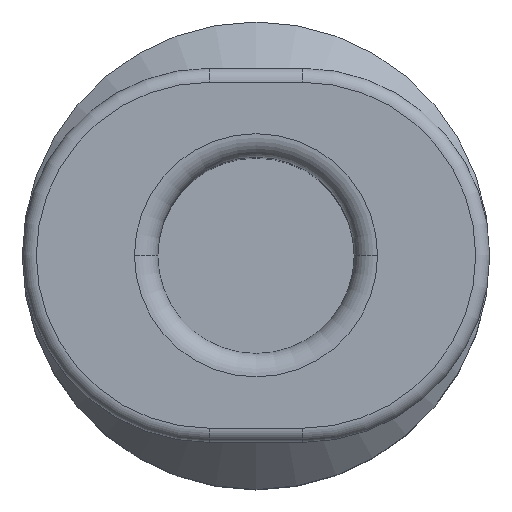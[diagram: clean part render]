
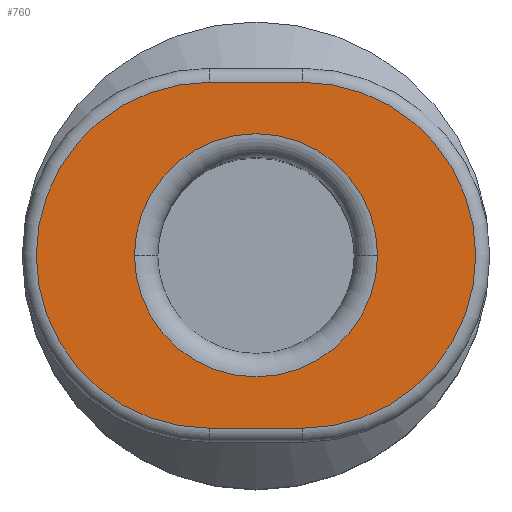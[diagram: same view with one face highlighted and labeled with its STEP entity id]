
A CAD part, top view. The second image highlights one B-rep face of the part: STEP entity #760.
In plain terms, the highlighted face is planar.
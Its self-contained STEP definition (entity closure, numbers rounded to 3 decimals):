
#652=CARTESIAN_POINT('',(2.6,-8.,0.));
#653=VERTEX_POINT('',#652);
#661=CARTESIAN_POINT('',(-2.6,-8.,0.));
#662=VERTEX_POINT('',#661);
#663=CARTESIAN_POINT('',(0.,-8.0,0.));
#664=DIRECTION('',(0.0,-1.0,0.0));
#665=DIRECTION('',(1.0,0.0,0.0));
#666=AXIS2_PLACEMENT_3D('',#663,#664,#665);
#667=CIRCLE('',#666,2.6);
#668=EDGE_CURVE('',#653,#662,#667,.T.);
#705=CARTESIAN_POINT('',(0.,-8.0,0.));
#706=DIRECTION('',(0.0,-1.0,0.0));
#707=DIRECTION('',(1.0,0.0,0.0));
#708=AXIS2_PLACEMENT_3D('',#705,#706,#707);
#709=CIRCLE('',#708,2.6);
#710=EDGE_CURVE('',#662,#653,#709,.T.);
#715=CARTESIAN_POINT('',(0.,-8.0,0.));
#716=DIRECTION('',(0.0,1.0,0.0));
#717=DIRECTION('',(1.0,0.0,0.0));
#718=AXIS2_PLACEMENT_3D('',#715,#716,#717);
#719=PLANE('',#718);
#720=CARTESIAN_POINT('',(-1.,-8.0,-3.7));
#721=VERTEX_POINT('',#720);
#722=CARTESIAN_POINT('',(-1.,-8.,3.7));
#723=VERTEX_POINT('',#722);
#724=CARTESIAN_POINT('',(-1.,-8.0,0.));
#725=DIRECTION('',(0.0,1.0,0.0));
#726=DIRECTION('',(-1.0,0.0,0.0));
#727=AXIS2_PLACEMENT_3D('',#724,#725,#726);
#728=CIRCLE('',#727,3.7);
#729=EDGE_CURVE('',#721,#723,#728,.T.);
#730=ORIENTED_EDGE('',*,*,#729,.F.);
#731=CARTESIAN_POINT('',(1.,-8.0,-3.7));
#732=VERTEX_POINT('',#731);
#733=CARTESIAN_POINT('',(1.,-8.0,-3.7));
#734=DIRECTION('',(-1.0,0.0,0.0));
#735=VECTOR('',#734,2.0);
#736=LINE('',#733,#735);
#737=EDGE_CURVE('',#732,#721,#736,.T.);
#738=ORIENTED_EDGE('',*,*,#737,.F.);
#739=CARTESIAN_POINT('',(1.,-8.0,3.7));
#740=VERTEX_POINT('',#739);
#741=CARTESIAN_POINT('',(1.,-8.0,0.));
#742=DIRECTION('',(0.,1.0,0.));
#743=DIRECTION('',(1.0,0.,0.));
#744=AXIS2_PLACEMENT_3D('',#741,#742,#743);
#745=CIRCLE('',#744,3.7);
#746=EDGE_CURVE('',#740,#732,#745,.T.);
#747=ORIENTED_EDGE('',*,*,#746,.F.);
#748=CARTESIAN_POINT('',(-1.,-8.,3.7));
#749=DIRECTION('',(1.0,0.0,0.0));
#750=VECTOR('',#749,2.);
#751=LINE('',#748,#750);
#752=EDGE_CURVE('',#723,#740,#751,.T.);
#753=ORIENTED_EDGE('',*,*,#752,.F.);
#754=EDGE_LOOP('',(#730,#738,#747,#753));
#755=FACE_OUTER_BOUND('',#754,.T.);
#756=ORIENTED_EDGE('',*,*,#710,.F.);
#757=ORIENTED_EDGE('',*,*,#668,.F.);
#758=EDGE_LOOP('',(#756,#757));
#759=FACE_BOUND('',#758,.T.);
#760=ADVANCED_FACE('',(#755,#759),#719,.F.);
